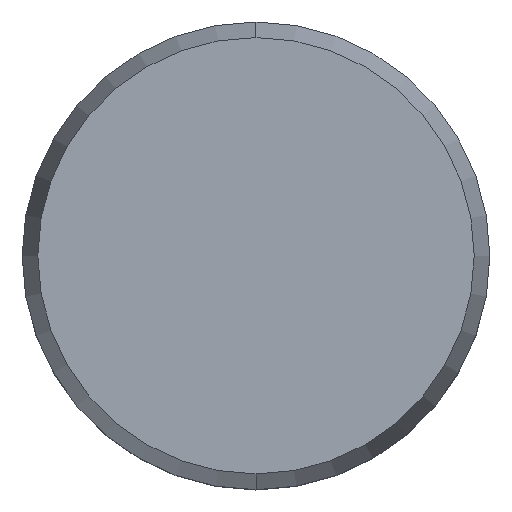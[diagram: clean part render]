
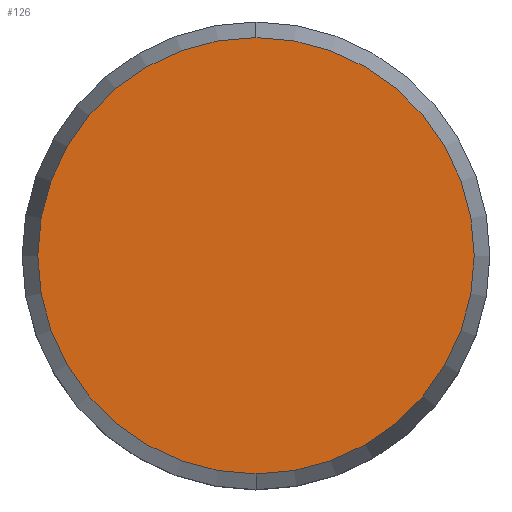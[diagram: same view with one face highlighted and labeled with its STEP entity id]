
A CAD part, top view. The second image highlights one B-rep face of the part: STEP entity #126.
In plain terms, the highlighted planar face has unit normal (0, 0, 1).
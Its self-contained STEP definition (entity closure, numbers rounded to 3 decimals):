
#92=VERTEX_POINT('',#197);
#94=EDGE_CURVE('',#108,#92,#199,.T.);
#108=VERTEX_POINT('',#215);
#120=EDGE_CURVE('',#92,#108,#230,.T.);
#126=ADVANCED_FACE('',(#237),#238,.T.);
#197=CARTESIAN_POINT('',(0.,7.464,8.));
#199=CIRCLE('',#315,7.464);
#215=CARTESIAN_POINT('',(0.,-7.464,8.));
#230=CIRCLE('',#355,7.464);
#237=FACE_OUTER_BOUND('',#362,.T.);
#238=PLANE('',#363);
#315=AXIS2_PLACEMENT_3D('',#434,#435,#436);
#355=AXIS2_PLACEMENT_3D('',#484,#485,#486);
#362=EDGE_LOOP('',(#496,#497));
#363=AXIS2_PLACEMENT_3D('',#498,#499,#500);
#434=CARTESIAN_POINT('',(0.,0.,8.));
#435=DIRECTION('',(0.0,0.0,1.0));
#436=DIRECTION('',(0.,-1.0,0.0));
#484=CARTESIAN_POINT('',(0.,0.,8.));
#485=DIRECTION('',(0.0,0.0,1.0));
#486=DIRECTION('',(0.,-1.0,0.0));
#496=ORIENTED_EDGE('',*,*,#94,.T.);
#497=ORIENTED_EDGE('',*,*,#120,.T.);
#498=CARTESIAN_POINT('',(0.,-3.732,8.));
#499=DIRECTION('',(0.0,0.0,1.0));
#500=DIRECTION('',(0.,-1.0,0.0));
